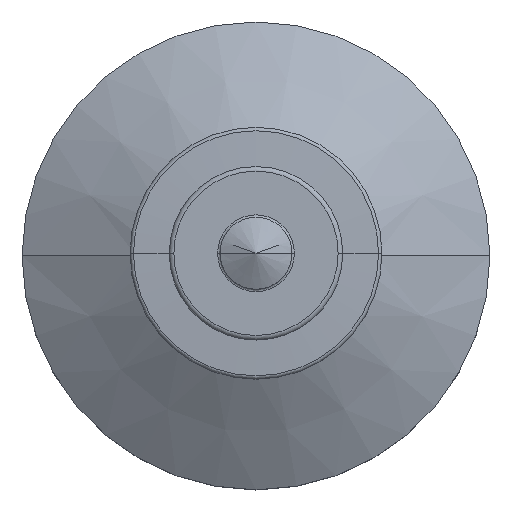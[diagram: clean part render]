
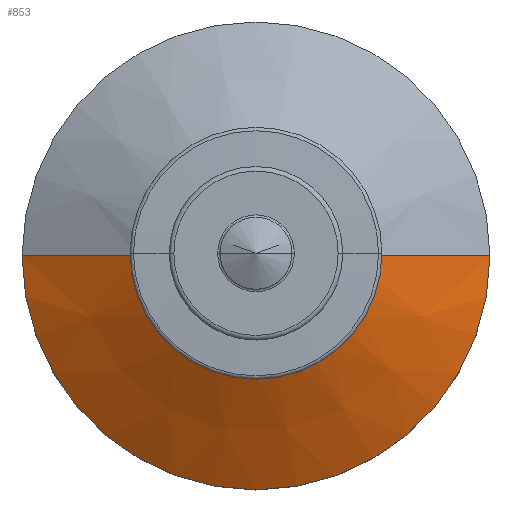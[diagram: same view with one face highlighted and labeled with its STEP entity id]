
A CAD part, top view. The second image highlights one B-rep face of the part: STEP entity #853.
In plain terms, the highlighted conical face has half-angle 60 degrees and reference radius 10 mm.
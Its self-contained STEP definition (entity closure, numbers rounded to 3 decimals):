
#53 = CARTESIAN_POINT ( 'NONE',  ( 0., 0., 13.485 ) ) ;
#67 = EDGE_CURVE ( 'NONE', #457, #871, #1042, .T. ) ;
#78 = ORIENTED_EDGE ( 'NONE', *, *, #1433, .F. ) ;
#83 = CARTESIAN_POINT ( 'NONE',  ( 19.5, 0., 8. ) ) ;
#129 = ORIENTED_EDGE ( 'NONE', *, *, #626, .T. ) ;
#143 = CARTESIAN_POINT ( 'NONE',  ( 10., 0., 13.485 ) ) ;
#158 = EDGE_CURVE ( 'NONE', #298, #188, #1193, .T. ) ;
#188 = VERTEX_POINT ( 'NONE', #83 ) ;
#217 = CARTESIAN_POINT ( 'NONE',  ( 10., 0., 13.485 ) ) ;
#298 = VERTEX_POINT ( 'NONE', #1588 ) ;
#379 = VECTOR ( 'NONE', #758, 1000. ) ;
#391 = AXIS2_PLACEMENT_3D ( 'NONE', #716, #577, #1515 ) ;
#457 = VERTEX_POINT ( 'NONE', #849 ) ;
#569 = FACE_OUTER_BOUND ( 'NONE', #1328, .T. ) ;
#577 = DIRECTION ( 'NONE',  ( 0., 0., 1. ) ) ;
#581 = CARTESIAN_POINT ( 'NONE',  ( -10., 0., 13.485 ) ) ;
#626 = EDGE_CURVE ( 'NONE', #457, #298, #726, .T. ) ;
#647 = DIRECTION ( 'NONE',  ( 0., 0., -1. ) ) ;
#716 = CARTESIAN_POINT ( 'NONE',  ( 0., 0., 8. ) ) ;
#726 = LINE ( 'NONE', #581, #379 ) ;
#758 = DIRECTION ( 'NONE',  ( -0.866, 0., -0.5 ) ) ;
#796 = DIRECTION ( 'NONE',  ( -1., 0., 0. ) ) ;
#826 = ORIENTED_EDGE ( 'NONE', *, *, #158, .T. ) ;
#849 = CARTESIAN_POINT ( 'NONE',  ( -10., 0., 13.485 ) ) ;
#853 = ADVANCED_FACE ( 'NONE', ( #569 ), #1226, .T. ) ;
#871 = VERTEX_POINT ( 'NONE', #143 ) ;
#1042 = CIRCLE ( 'NONE', #1326, 10. ) ;
#1083 = VECTOR ( 'NONE', #1256, 1000. ) ;
#1128 = AXIS2_PLACEMENT_3D ( 'NONE', #1590, #647, #796 ) ;
#1162 = ORIENTED_EDGE ( 'NONE', *, *, #67, .F. ) ;
#1193 = CIRCLE ( 'NONE', #391, 19.5 ) ;
#1226 = CONICAL_SURFACE ( 'NONE', #1128, 10., 1.047 ) ;
#1256 = DIRECTION ( 'NONE',  ( 0.866, 0., -0.5 ) ) ;
#1265 = DIRECTION ( 'NONE',  ( 1., 0., 0. ) ) ;
#1326 = AXIS2_PLACEMENT_3D ( 'NONE', #53, #1519, #1265 ) ;
#1328 = EDGE_LOOP ( 'NONE', ( #78, #1162, #129, #826 ) ) ;
#1433 = EDGE_CURVE ( 'NONE', #871, #188, #1535, .T. ) ;
#1515 = DIRECTION ( 'NONE',  ( 1., 0., 0. ) ) ;
#1519 = DIRECTION ( 'NONE',  ( 0., 0., 1. ) ) ;
#1535 = LINE ( 'NONE', #217, #1083 ) ;
#1588 = CARTESIAN_POINT ( 'NONE',  ( -19.5, 0., 8. ) ) ;
#1590 = CARTESIAN_POINT ( 'NONE',  ( 0., 0., 13.485 ) ) ;
